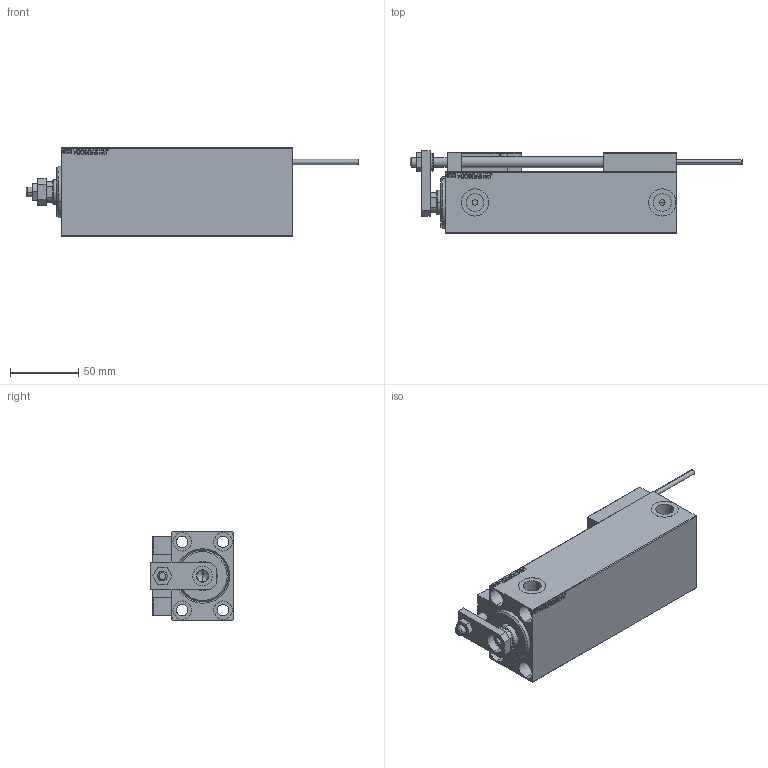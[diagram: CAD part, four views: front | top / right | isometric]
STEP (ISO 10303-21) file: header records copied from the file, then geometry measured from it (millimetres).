
FILE_DESCRIPTION (( 'STEP AP203' ), '1' );
FILE_NAME ('3f6b.STEP', '2022-04-17T11:58:56', ( '' ), ( '' ), 'SwSTEP 2.0', 'SolidWorks 2019', '' );
FILE_SCHEMA (( 'CONFIG_CONTROL_DESIGN' ));
Length unit declared in the file: millimetre
Products named in the file (15): TYC_L79 63c242283c5e065e0d3d259201428053; MAGNET 63c242283c5e065e0d3d259201428053; NUT_D12 63c242283c5e065e0d3d259201428053; SWITCH_X_FRONT_BACK 63c242283c5e065e0d3d259201428053; KONCOVKA 63c242283c5e065e0d3d259201428053; 3f6b; V450CM_C_Body 63c242283c5e065e0d3d259201428053; Block 63c242283c5e065e0d3d259201428053; SWITCH DIM B,W 63c242283c5e065e0d3d259201428053; ALLEN BOLT D5 63c242283c5e065e0d3d259201428053; ZARAZKA 63c242283c5e065e0d3d259201428053; ALLEN BOLT D8 63c242283c5e065e0d3d259201428053; V450CM_C_VCP 63c242283c5e065e0d3d259201428053; SWITCH X 63c242283c5e065e0d3d259201428053; V450CM_VC_B 63c242283c5e065e0d3d259201428053
Assembly tree (24 placements, depth 3):
  3f6b
    V450CM_C_Body 63c242283c5e065e0d3d259201428053
    SWITCH X 63c242283c5e065e0d3d259201428053
      SWITCH_X_FRONT_BACK 63c242283c5e065e0d3d259201428053  x2
      TYC_L79 63c242283c5e065e0d3d259201428053
      Block 63c242283c5e065e0d3d259201428053  x2
      ALLEN BOLT D5 63c242283c5e065e0d3d259201428053  x4
      ALLEN BOLT D8 63c242283c5e065e0d3d259201428053  x4
      MAGNET 63c242283c5e065e0d3d259201428053  x2
      KONCOVKA 63c242283c5e065e0d3d259201428053  x2
    NUT_D12 63c242283c5e065e0d3d259201428053
    SWITCH DIM B,W 63c242283c5e065e0d3d259201428053
    ZARAZKA 63c242283c5e065e0d3d259201428053
    V450CM_C_VCP 63c242283c5e065e0d3d259201428053
    V450CM_VC_B 63c242283c5e065e0d3d259201428053
Bounding box: 243.7 x 60.5 x 65 mm (x, y, z)
Volume: 470459.1 mm3; surface area: 120556.9 mm2
Topology: 23 solids, 23 shells, 1299 faces, 3114 edges, 1991 vertices
Faces by surface type: plane 565, bspline 380, cylinder 200, cone 106, torus 44, sphere 4
Entity records: 50915 total; most frequent: CARTESIAN_POINT 26213, ORIENTED_EDGE 5248, DIRECTION 3550, EDGE_CURVE 2624, VERTEX_POINT 1715, LINE 1502, VECTOR 1502, EDGE_LOOP 1215
